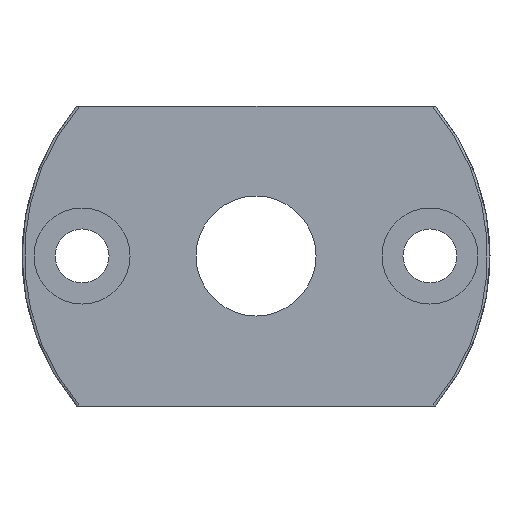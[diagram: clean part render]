
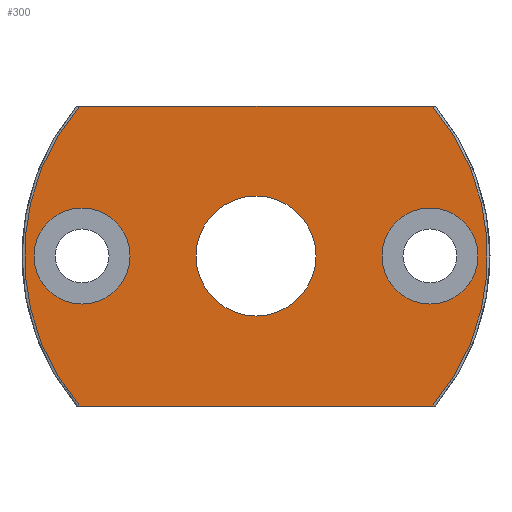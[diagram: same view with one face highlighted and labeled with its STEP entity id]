
A CAD part, left-side view. The second image highlights one B-rep face of the part: STEP entity #300.
In plain terms, the highlighted planar face has unit normal (-1, 0, 0).
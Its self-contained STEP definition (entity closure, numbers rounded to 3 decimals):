
#20=PLANE('',#337);
#29=LINE('',#507,#37);
#30=LINE('',#508,#38);
#37=VECTOR('',#399,1000.);
#38=VECTOR('',#400,1000.);
#54=CIRCLE('',#336,19.3);
#55=CIRCLE('',#338,5.);
#56=CIRCLE('',#339,4.);
#57=CIRCLE('',#340,4.);
#58=CIRCLE('',#341,19.3);
#84=ORIENTED_EDGE('',*,*,#156,.T.);
#85=ORIENTED_EDGE('',*,*,#157,.T.);
#86=ORIENTED_EDGE('',*,*,#158,.F.);
#87=ORIENTED_EDGE('',*,*,#159,.F.);
#88=ORIENTED_EDGE('',*,*,#160,.F.);
#89=ORIENTED_EDGE('',*,*,#155,.F.);
#90=ORIENTED_EDGE('',*,*,#161,.F.);
#155=EDGE_CURVE('',#190,#189,#54,.T.);
#156=EDGE_CURVE('',#191,#191,#55,.T.);
#157=EDGE_CURVE('',#192,#192,#56,.F.);
#158=EDGE_CURVE('',#193,#193,#57,.T.);
#159=EDGE_CURVE('',#194,#195,#58,.T.);
#160=EDGE_CURVE('',#189,#194,#29,.T.);
#161=EDGE_CURVE('',#195,#190,#30,.T.);
#189=VERTEX_POINT('',#490);
#190=VERTEX_POINT('',#495);
#191=VERTEX_POINT('',#499);
#192=VERTEX_POINT('',#501);
#193=VERTEX_POINT('',#503);
#194=VERTEX_POINT('',#505);
#195=VERTEX_POINT('',#506);
#223=EDGE_LOOP('',(#84));
#224=EDGE_LOOP('',(#85));
#225=EDGE_LOOP('',(#86));
#226=EDGE_LOOP('',(#87,#88,#89,#90));
#259=FACE_BOUND('',#223,.T.);
#260=FACE_BOUND('',#224,.T.);
#261=FACE_BOUND('',#225,.T.);
#262=FACE_BOUND('',#226,.T.);
#300=ADVANCED_FACE('',(#259,#260,#261,#262),#20,.T.);
#336=AXIS2_PLACEMENT_3D('',#496,#387,#388);
#337=AXIS2_PLACEMENT_3D('',#497,#389,#390);
#338=AXIS2_PLACEMENT_3D('',#498,#391,#392);
#339=AXIS2_PLACEMENT_3D('',#500,#393,#394);
#340=AXIS2_PLACEMENT_3D('',#502,#395,#396);
#341=AXIS2_PLACEMENT_3D('',#504,#397,#398);
#387=DIRECTION('',(1.,0.,0.));
#388=DIRECTION('',(0.,0.,-1.));
#389=DIRECTION('',(-1.,0.,0.));
#390=DIRECTION('',(0.,0.,1.));
#391=DIRECTION('',(1.,0.,0.));
#392=DIRECTION('',(0.,0.,-1.));
#393=DIRECTION('',(-1.,0.,0.));
#394=DIRECTION('',(0.,0.,1.));
#395=DIRECTION('',(-1.,0.,0.));
#396=DIRECTION('',(0.,0.,1.));
#397=DIRECTION('',(1.,0.,0.));
#398=DIRECTION('',(0.,0.,-1.));
#399=DIRECTION('',(0.,1.,0.));
#400=DIRECTION('',(0.,-1.,0.));
#490=CARTESIAN_POINT('',(0.,-14.705,-12.5));
#495=CARTESIAN_POINT('',(0.,-14.705,12.5));
#496=CARTESIAN_POINT('',(0.,0.,0.));
#497=CARTESIAN_POINT('',(0.,19.3,0.));
#498=CARTESIAN_POINT('',(0.,0.,0.));
#499=CARTESIAN_POINT('',(0.,0.,-5.));
#500=CARTESIAN_POINT('',(0.,14.5,0.));
#501=CARTESIAN_POINT('',(0.,14.5,4.));
#502=CARTESIAN_POINT('',(0.,-14.5,0.));
#503=CARTESIAN_POINT('',(0.,-14.5,4.));
#504=CARTESIAN_POINT('',(0.,0.,0.));
#505=CARTESIAN_POINT('',(0.,14.705,-12.5));
#506=CARTESIAN_POINT('',(0.,14.705,12.5));
#507=CARTESIAN_POINT('',(0.,-14.967,-12.5));
#508=CARTESIAN_POINT('',(0.,14.967,12.5));
